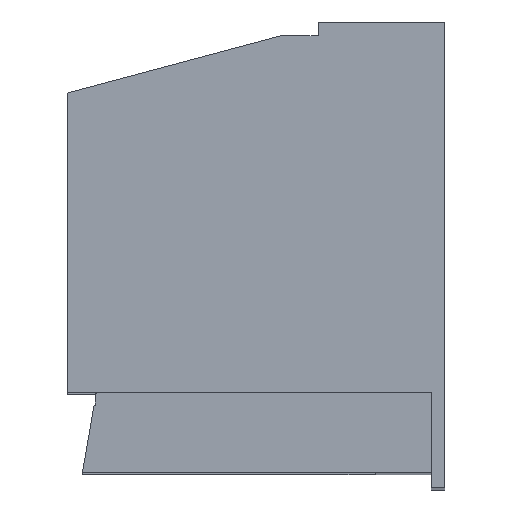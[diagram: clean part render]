
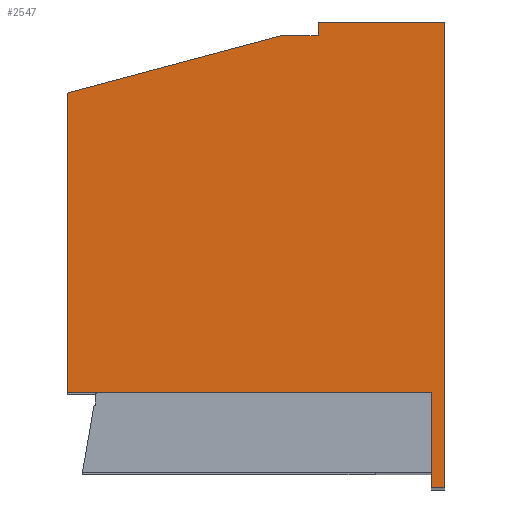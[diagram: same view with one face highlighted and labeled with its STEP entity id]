
A CAD part, top view. The second image highlights one B-rep face of the part: STEP entity #2547.
In plain terms, the highlighted planar face has unit normal (0, 0, 1).
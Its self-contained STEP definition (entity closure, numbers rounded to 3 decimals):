
#336=ORIENTED_EDGE('',*,*,#929,.F.);
#337=ORIENTED_EDGE('',*,*,#986,.T.);
#338=ORIENTED_EDGE('',*,*,#958,.F.);
#339=ORIENTED_EDGE('',*,*,#940,.T.);
#340=ORIENTED_EDGE('',*,*,#987,.T.);
#341=ORIENTED_EDGE('',*,*,#988,.F.);
#342=ORIENTED_EDGE('',*,*,#799,.F.);
#343=ORIENTED_EDGE('',*,*,#985,.T.);
#344=ORIENTED_EDGE('',*,*,#920,.T.);
#799=EDGE_CURVE('',#1151,#1152,#1391,.T.);
#920=EDGE_CURVE('',#1250,#1249,#1502,.T.);
#929=EDGE_CURVE('',#1256,#1249,#1511,.T.);
#940=EDGE_CURVE('',#1260,#1266,#1522,.T.);
#958=EDGE_CURVE('',#1260,#1280,#1540,.T.);
#985=EDGE_CURVE('',#1151,#1250,#1565,.T.);
#986=EDGE_CURVE('',#1256,#1280,#1566,.T.);
#987=EDGE_CURVE('',#1266,#1297,#1567,.T.);
#988=EDGE_CURVE('',#1152,#1297,#1568,.T.);
#1151=VERTEX_POINT('',#3553);
#1152=VERTEX_POINT('',#3555);
#1249=VERTEX_POINT('',#3794);
#1250=VERTEX_POINT('',#3796);
#1256=VERTEX_POINT('',#3812);
#1260=VERTEX_POINT('',#3823);
#1266=VERTEX_POINT('',#3835);
#1280=VERTEX_POINT('',#3869);
#1297=VERTEX_POINT('',#3925);
#1391=LINE('',#3554,#1707);
#1502=LINE('',#3795,#1818);
#1511=LINE('',#3813,#1827);
#1522=LINE('',#3836,#1838);
#1540=LINE('',#3871,#1856);
#1565=LINE('',#3921,#1881);
#1566=LINE('',#3923,#1882);
#1567=LINE('',#3924,#1883);
#1568=LINE('',#3926,#1884);
#1707=VECTOR('',#2871,1000.);
#1818=VECTOR('',#3046,1000.);
#1827=VECTOR('',#3059,1000.);
#1838=VECTOR('',#3074,1000.);
#1856=VECTOR('',#3098,1000.);
#1881=VECTOR('',#3141,1000.);
#1882=VECTOR('',#3144,1000.);
#1883=VECTOR('',#3145,1000.);
#1884=VECTOR('',#3146,1000.);
#2061=EDGE_LOOP('',(#336,#337,#338,#339,#340,#341,#342,#343,#344));
#2251=FACE_BOUND('',#2061,.T.);
#2419=PLANE('',#2715);
#2547=ADVANCED_FACE('',(#2251),#2419,.F.);
#2715=AXIS2_PLACEMENT_3D('',#3922,#3142,#3143);
#2871=DIRECTION('',(0.,-1.,0.));
#3046=DIRECTION('',(0.,-1.,0.));
#3059=DIRECTION('',(1.,0.,0.));
#3074=DIRECTION('',(1.,0.,0.));
#3098=DIRECTION('',(0.,1.,0.));
#3141=DIRECTION('',(-1.,0.,0.));
#3142=DIRECTION('',(0.,0.,-1.));
#3143=DIRECTION('',(0.,1.,0.));
#3144=DIRECTION('',(-0.966,-0.259,0.));
#3145=DIRECTION('',(0.,-1.,0.));
#3146=DIRECTION('',(-1.,0.,0.));
#3553=CARTESIAN_POINT('',(1.588,54.525,0.));
#3554=CARTESIAN_POINT('',(1.588,54.525,0.));
#3555=CARTESIAN_POINT('',(1.588,0.,0.));
#3794=CARTESIAN_POINT('',(-13.255,52.938,0.));
#3795=CARTESIAN_POINT('',(-13.255,52.938,0.));
#3796=CARTESIAN_POINT('',(-13.255,54.525,0.));
#3812=CARTESIAN_POINT('',(-17.546,52.938,0.));
#3813=CARTESIAN_POINT('',(-42.649,52.938,0.));
#3823=CARTESIAN_POINT('',(-42.649,11.187,0.));
#3835=CARTESIAN_POINT('',(0.,11.187,0.));
#3836=CARTESIAN_POINT('',(-6.473,11.187,0.));
#3869=CARTESIAN_POINT('',(-42.649,46.211,0.));
#3871=CARTESIAN_POINT('',(-42.649,52.938,0.));
#3921=CARTESIAN_POINT('',(1.588,54.525,0.));
#3922=CARTESIAN_POINT('',(1.588,54.525,0.));
#3923=CARTESIAN_POINT('',(0.703,57.827,0.));
#3924=CARTESIAN_POINT('',(0.,54.525,0.));
#3925=CARTESIAN_POINT('',(0.,0.,0.));
#3926=CARTESIAN_POINT('',(1.588,0.,0.));
